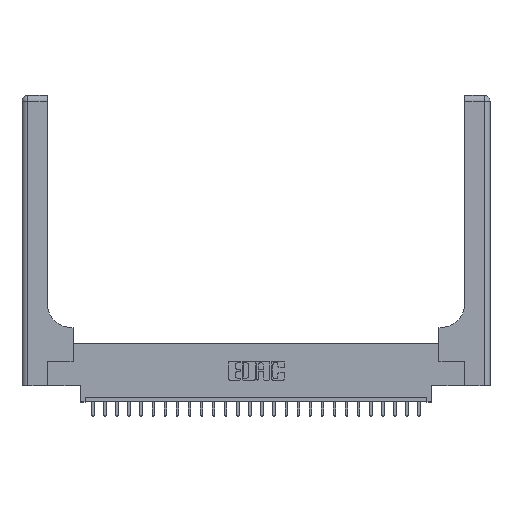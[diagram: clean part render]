
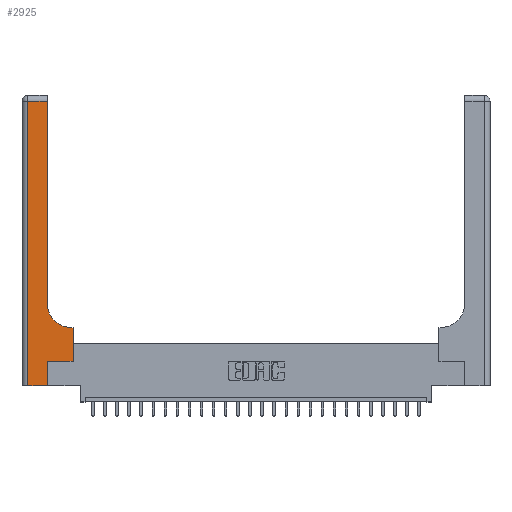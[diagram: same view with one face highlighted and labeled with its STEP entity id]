
A CAD part, top view. The second image highlights one B-rep face of the part: STEP entity #2925.
In plain terms, the highlighted planar face has unit normal (0, 0, 1).
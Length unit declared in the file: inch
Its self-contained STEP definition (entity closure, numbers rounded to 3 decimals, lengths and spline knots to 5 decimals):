
#25 = LINE ( 'NONE', #2460, #5376 ) ;
#227 = EDGE_CURVE ( 'NONE', #12690, #4677, #9511, .T. ) ;
#269 = CARTESIAN_POINT ( 'NONE',  ( 0.06, 3., 0.37 ) ) ;
#831 = VECTOR ( 'NONE', #15318, 39.37008 ) ;
#892 = DIRECTION ( 'NONE',  ( 0., 1., 0. ) ) ;
#903 = DIRECTION ( 'NONE',  ( -1., 0., 0. ) ) ;
#1101 = EDGE_CURVE ( 'NONE', #1881, #13484, #13023, .T. ) ;
#1300 = VECTOR ( 'NONE', #23450, 39.37008 ) ;
#1370 = EDGE_CURVE ( 'NONE', #1954, #12690, #4072, .T. ) ;
#1474 = AXIS2_PLACEMENT_3D ( 'NONE', #15872, #10386, #903 ) ;
#1531 = VERTEX_POINT ( 'NONE', #4443 ) ;
#1757 = LINE ( 'NONE', #2385, #20493 ) ;
#1881 = VERTEX_POINT ( 'NONE', #17311 ) ;
#1895 = EDGE_CURVE ( 'NONE', #4677, #21974, #10035, .T. ) ;
#1954 = VERTEX_POINT ( 'NONE', #15735 ) ;
#2248 = CARTESIAN_POINT ( 'NONE',  ( 0.26, 2.94, 0.37 ) ) ;
#2339 = CARTESIAN_POINT ( 'NONE',  ( 0.06, 0., 0.37 ) ) ;
#2385 = CARTESIAN_POINT ( 'NONE',  ( 0.528, 0.25, 0.37 ) ) ;
#2460 = CARTESIAN_POINT ( 'NONE',  ( 0.26, 3., 0.37 ) ) ;
#2690 = CARTESIAN_POINT ( 'NONE',  ( 0.265, 0.25, 0.37 ) ) ;
#2764 = DIRECTION ( 'NONE',  ( 1., 0., 0. ) ) ;
#2925 = ADVANCED_FACE ( 'NONE', ( #22426 ), #8606, .F. ) ;
#3570 = ORIENTED_EDGE ( 'NONE', *, *, #12311, .T. ) ;
#3892 = DIRECTION ( 'NONE',  ( 1., 0., 0. ) ) ;
#4058 = DIRECTION ( 'NONE',  ( 0., 0., -1. ) ) ;
#4072 = LINE ( 'NONE', #269, #831 ) ;
#4443 = CARTESIAN_POINT ( 'NONE',  ( 0.528, 0.25, 0.37 ) ) ;
#4599 = CARTESIAN_POINT ( 'NONE',  ( 0., 2.94, 0.37 ) ) ;
#4677 = VERTEX_POINT ( 'NONE', #21563 ) ;
#5364 = DIRECTION ( 'NONE',  ( 1., 0., 0. ) ) ;
#5376 = VECTOR ( 'NONE', #892, 39.37008 ) ;
#5693 = EDGE_CURVE ( 'NONE', #21322, #1954, #18540, .T. ) ;
#5972 = CARTESIAN_POINT ( 'NONE',  ( 0.265, 0., 0.37 ) ) ;
#7157 = VECTOR ( 'NONE', #2764, 39.37008 ) ;
#7547 = EDGE_CURVE ( 'NONE', #13484, #21322, #25, .T. ) ;
#7790 = CARTESIAN_POINT ( 'NONE',  ( 0.26, 0.6, 0.37 ) ) ;
#8606 = PLANE ( 'NONE',  #1474 ) ;
#8776 = ORIENTED_EDGE ( 'NONE', *, *, #5693, .T. ) ;
#9511 = LINE ( 'NONE', #24548, #24091 ) ;
#9560 = ORIENTED_EDGE ( 'NONE', *, *, #1101, .T. ) ;
#9625 = CARTESIAN_POINT ( 'NONE',  ( 0.51, 0.85, 0.37 ) ) ;
#10035 = LINE ( 'NONE', #5972, #20717 ) ;
#10386 = DIRECTION ( 'NONE',  ( 0., 0., -1. ) ) ;
#10485 = CARTESIAN_POINT ( 'NONE',  ( 0.528, 0.6, 0.37 ) ) ;
#10847 = EDGE_LOOP ( 'NONE', ( #21094, #8776, #16049, #10854, #15874, #14096, #3570, #15080, #9560 ) ) ;
#10854 = ORIENTED_EDGE ( 'NONE', *, *, #227, .T. ) ;
#12241 = LINE ( 'NONE', #2690, #7157 ) ;
#12289 = AXIS2_PLACEMENT_3D ( 'NONE', #9625, #4058, #3892 ) ;
#12311 = EDGE_CURVE ( 'NONE', #1531, #14919, #1757, .T. ) ;
#12690 = VERTEX_POINT ( 'NONE', #2339 ) ;
#13023 = CIRCLE ( 'NONE', #12289, 0.25 ) ;
#13484 = VERTEX_POINT ( 'NONE', #20962 ) ;
#13921 = CARTESIAN_POINT ( 'NONE',  ( 0.265, 0.25, 0.37 ) ) ;
#14096 = ORIENTED_EDGE ( 'NONE', *, *, #16785, .T. ) ;
#14919 = VERTEX_POINT ( 'NONE', #10485 ) ;
#15080 = ORIENTED_EDGE ( 'NONE', *, *, #19022, .T. ) ;
#15318 = DIRECTION ( 'NONE',  ( 0., -1., 0. ) ) ;
#15735 = CARTESIAN_POINT ( 'NONE',  ( 0.06, 2.94, 0.37 ) ) ;
#15788 = VECTOR ( 'NONE', #20938, 39.37008 ) ;
#15872 = CARTESIAN_POINT ( 'NONE',  ( 0., 3., 0.37 ) ) ;
#15874 = ORIENTED_EDGE ( 'NONE', *, *, #1895, .T. ) ;
#16049 = ORIENTED_EDGE ( 'NONE', *, *, #1370, .T. ) ;
#16785 = EDGE_CURVE ( 'NONE', #21974, #1531, #12241, .T. ) ;
#17311 = CARTESIAN_POINT ( 'NONE',  ( 0.51, 0.6, 0.37 ) ) ;
#17618 = DIRECTION ( 'NONE',  ( 0., 1., 0. ) ) ;
#18540 = LINE ( 'NONE', #4599, #1300 ) ;
#18726 = LINE ( 'NONE', #7790, #15788 ) ;
#19022 = EDGE_CURVE ( 'NONE', #14919, #1881, #18726, .T. ) ;
#20493 = VECTOR ( 'NONE', #17618, 39.37008 ) ;
#20717 = VECTOR ( 'NONE', #22922, 39.37008 ) ;
#20938 = DIRECTION ( 'NONE',  ( -1., 0., 0. ) ) ;
#20962 = CARTESIAN_POINT ( 'NONE',  ( 0.26, 0.85, 0.37 ) ) ;
#21094 = ORIENTED_EDGE ( 'NONE', *, *, #7547, .T. ) ;
#21322 = VERTEX_POINT ( 'NONE', #2248 ) ;
#21563 = CARTESIAN_POINT ( 'NONE',  ( 0.265, 0., 0.37 ) ) ;
#21974 = VERTEX_POINT ( 'NONE', #13921 ) ;
#22426 = FACE_OUTER_BOUND ( 'NONE', #10847, .T. ) ;
#22922 = DIRECTION ( 'NONE',  ( 0., 1., 0. ) ) ;
#23450 = DIRECTION ( 'NONE',  ( -1., 0., 0. ) ) ;
#24091 = VECTOR ( 'NONE', #5364, 39.37008 ) ;
#24548 = CARTESIAN_POINT ( 'NONE',  ( 0., 0., 0.37 ) ) ;
